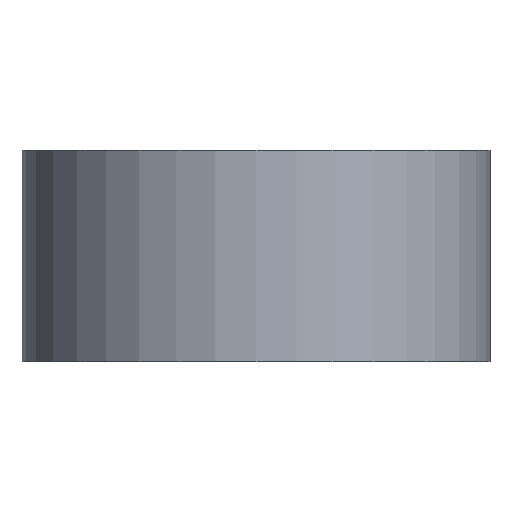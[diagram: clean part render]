
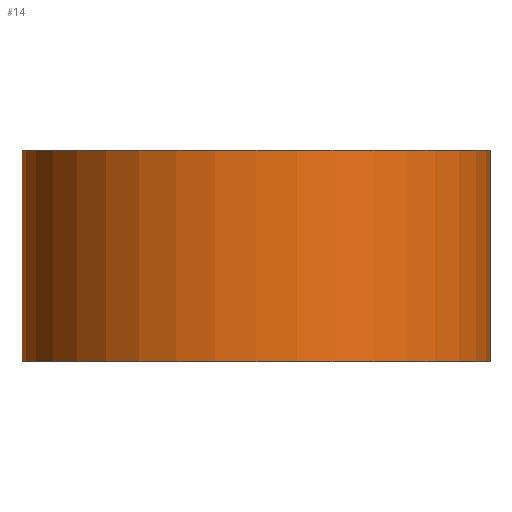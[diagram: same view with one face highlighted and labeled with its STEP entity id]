
A CAD part, front view. The second image highlights one B-rep face of the part: STEP entity #14.
In plain terms, the highlighted cylindrical face has radius 13.25 mm (diameter 26.5 mm), a partial arc.
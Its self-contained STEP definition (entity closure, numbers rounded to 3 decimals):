
#2 = EDGE_CURVE ( 'NONE', #30, #35, #85, .T. ) ;
#8 = ORIENTED_EDGE ( 'NONE', *, *, #2, .F. ) ;
#9 = ORIENTED_EDGE ( 'NONE', *, *, #38, .T. ) ;
#12 = ORIENTED_EDGE ( 'NONE', *, *, #17, .T. ) ;
#13 = ORIENTED_EDGE ( 'NONE', *, *, #33, .F. ) ;
#14 = ADVANCED_FACE ( 'NONE', ( #231 ), #189, .T. ) ;
#17 = EDGE_CURVE ( 'NONE', #44, #45, #184, .T. ) ;
#25 = EDGE_LOOP ( 'NONE', ( #13, #12, #9, #8 ) ) ;
#30 = VERTEX_POINT ( 'NONE', #117 ) ;
#33 = EDGE_CURVE ( 'NONE', #44, #30, #111, .T. ) ;
#35 = VERTEX_POINT ( 'NONE', #107 ) ;
#38 = EDGE_CURVE ( 'NONE', #45, #35, #100, .T. ) ;
#44 = VERTEX_POINT ( 'NONE', #148 ) ;
#45 = VERTEX_POINT ( 'NONE', #147 ) ;
#81 = DIRECTION ( 'NONE',  ( 1., 0., 0. ) ) ;
#82 = DIRECTION ( 'NONE',  ( 0., 0., 1. ) ) ;
#83 = CARTESIAN_POINT ( 'NONE',  ( 0., 0., 0. ) ) ;
#84 = AXIS2_PLACEMENT_3D ( 'NONE', #83, #82, #81 ) ;
#85 = CIRCLE ( 'NONE', #84, 13.25 ) ;
#100 = LINE ( 'NONE', #163, #162 ) ;
#107 = CARTESIAN_POINT ( 'NONE',  ( 13.25, 0., 0. ) ) ;
#108 = DIRECTION ( 'NONE',  ( 0., 0., 1. ) ) ;
#109 = VECTOR ( 'NONE', #108, 1000. ) ;
#110 = CARTESIAN_POINT ( 'NONE',  ( -13.25, 0., 0. ) ) ;
#111 = LINE ( 'NONE', #110, #109 ) ;
#117 = CARTESIAN_POINT ( 'NONE',  ( -13.25, 0., 0. ) ) ;
#128 = DIRECTION ( 'NONE',  ( 1., 0., 0. ) ) ;
#129 = DIRECTION ( 'NONE',  ( 0., 0., 1. ) ) ;
#147 = CARTESIAN_POINT ( 'NONE',  ( 13.25, 0., -12. ) ) ;
#148 = CARTESIAN_POINT ( 'NONE',  ( -13.25, 0., -12. ) ) ;
#161 = DIRECTION ( 'NONE',  ( 0., 0., 1. ) ) ;
#162 = VECTOR ( 'NONE', #161, 1000. ) ;
#163 = CARTESIAN_POINT ( 'NONE',  ( 13.25, 0., 0. ) ) ;
#182 = CARTESIAN_POINT ( 'NONE',  ( 0., 0., -12. ) ) ;
#183 = AXIS2_PLACEMENT_3D ( 'NONE', #182, #129, #128 ) ;
#184 = CIRCLE ( 'NONE', #183, 13.25 ) ;
#186 = DIRECTION ( 'NONE',  ( 1., 0., 0. ) ) ;
#187 = DIRECTION ( 'NONE',  ( 0., 0., 1. ) ) ;
#188 = AXIS2_PLACEMENT_3D ( 'NONE', #230, #187, #186 ) ;
#189 = CYLINDRICAL_SURFACE ( 'NONE', #188, 13.25 ) ;
#230 = CARTESIAN_POINT ( 'NONE',  ( 0., 0., 0. ) ) ;
#231 = FACE_OUTER_BOUND ( 'NONE', #25, .T. ) ;
